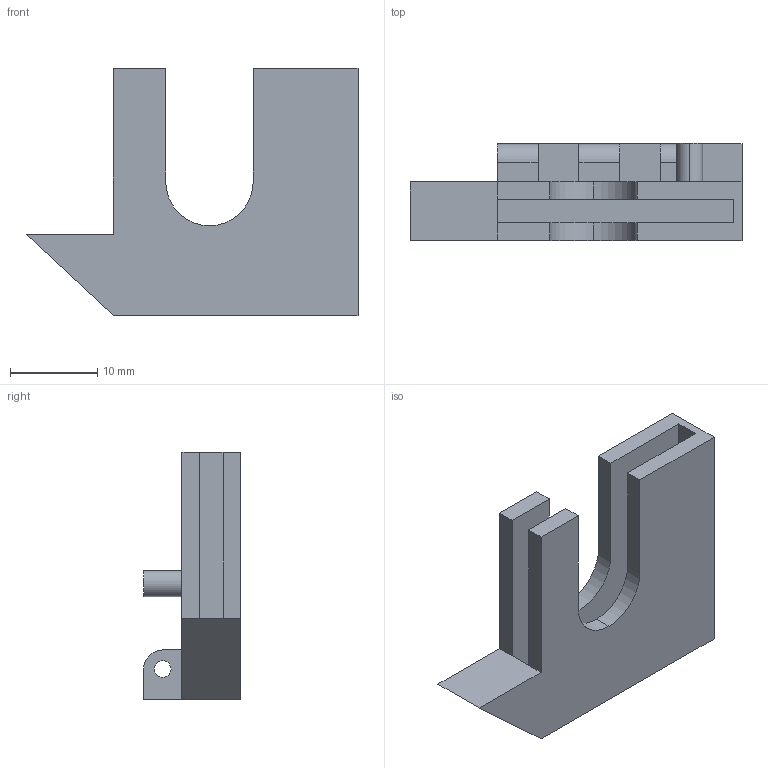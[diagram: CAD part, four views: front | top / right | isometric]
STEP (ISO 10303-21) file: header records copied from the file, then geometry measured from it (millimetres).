
FILE_DESCRIPTION (( 'STEP AP214' ), '1' );
FILE_NAME ('mount.STEP', '2021-06-02T22:49:38', ( '' ), ( '' ), 'SwSTEP 2.0', 'SolidWorks 2020', '' );
FILE_SCHEMA (( 'AUTOMOTIVE_DESIGN' ));
Length unit declared in the file: millimetre
Products named in the file (1): mount
Bounding box: 38 x 11.1 x 28.28 mm (x, y, z)
Volume: 3535.6 mm3; surface area: 3817.5 mm2
Topology: 1 solids, 1 shells, 49 faces, 135 edges, 89 vertices
Faces by surface type: plane 34, cylinder 15
Entity records: 1601 total; most frequent: CARTESIAN_POINT 274, ORIENTED_EDGE 270, DIRECTION 265, EDGE_CURVE 135, LINE 105, VECTOR 105, VERTEX_POINT 89, AXIS2_PLACEMENT_3D 80
